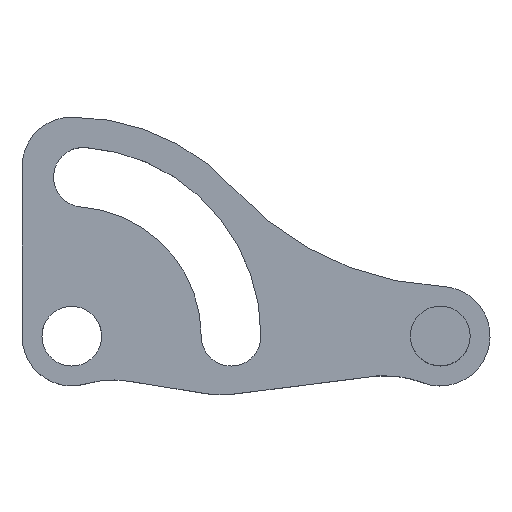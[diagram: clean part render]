
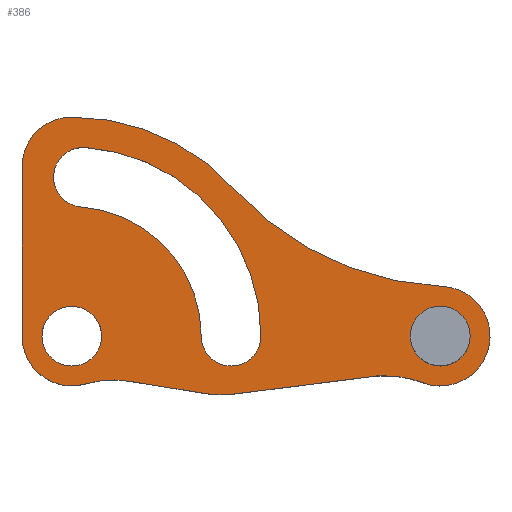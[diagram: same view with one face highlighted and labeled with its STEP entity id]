
A CAD part, top view. The second image highlights one B-rep face of the part: STEP entity #386.
In plain terms, the highlighted planar face has unit normal (0, 0, 1).
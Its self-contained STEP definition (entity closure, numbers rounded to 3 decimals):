
#17=FACE_BOUND('',#71,.T.);
#18=FACE_BOUND('',#72,.T.);
#19=FACE_BOUND('',#73,.T.);
#26=PLANE('',#449);
#47=FACE_OUTER_BOUND('',#70,.T.);
#70=EDGE_LOOP('',(#334,#335,#336,#337,#338,#339,#340,#341,#342,#343,#344,
#345));
#71=EDGE_LOOP('',(#346,#347,#348,#349));
#72=EDGE_LOOP('',(#350));
#73=EDGE_LOOP('',(#351));
#81=LINE('',#606,#107);
#87=LINE('',#640,#113);
#93=LINE('',#655,#119);
#95=LINE('',#659,#121);
#107=VECTOR('',#479,10.);
#113=VECTOR('',#513,10.);
#119=VECTOR('',#529,10.);
#121=VECTOR('',#533,10.);
#127=CIRCLE('',#403,30.);
#128=CIRCLE('',#405,5.);
#130=CIRCLE('',#408,5.);
#142=CIRCLE('',#423,10.);
#143=CIRCLE('',#426,10.);
#144=CIRCLE('',#428,3.);
#145=CIRCLE('',#432,22.);
#146=CIRCLE('',#434,19.);
#147=CIRCLE('',#436,3.);
#148=CIRCLE('',#438,13.);
#149=CIRCLE('',#440,5.);
#150=CIRCLE('',#442,10.);
#152=CIRCLE('',#445,3.);
#153=CIRCLE('',#448,3.);
#156=VERTEX_POINT('',#581);
#157=VERTEX_POINT('',#583);
#158=VERTEX_POINT('',#587);
#160=VERTEX_POINT('',#593);
#161=VERTEX_POINT('',#594);
#165=VERTEX_POINT('',#604);
#177=VERTEX_POINT('',#633);
#178=VERTEX_POINT('',#634);
#179=VERTEX_POINT('',#639);
#180=VERTEX_POINT('',#643);
#181=VERTEX_POINT('',#647);
#182=VERTEX_POINT('',#648);
#183=VERTEX_POINT('',#653);
#184=VERTEX_POINT('',#657);
#185=VERTEX_POINT('',#663);
#186=VERTEX_POINT('',#667);
#188=VERTEX_POINT('',#679);
#189=VERTEX_POINT('',#684);
#192=EDGE_CURVE('',#156,#157,#127,.T.);
#194=EDGE_CURVE('',#158,#157,#128,.T.);
#197=EDGE_CURVE('',#160,#161,#130,.T.);
#203=EDGE_CURVE('',#160,#165,#81,.T.);
#217=EDGE_CURVE('',#177,#178,#142,.T.);
#220=EDGE_CURVE('',#179,#178,#87,.T.);
#222=EDGE_CURVE('',#179,#180,#143,.T.);
#224=EDGE_CURVE('',#181,#182,#144,.T.);
#228=EDGE_CURVE('',#177,#183,#93,.T.);
#230=EDGE_CURVE('',#183,#184,#95,.T.);
#231=EDGE_CURVE('',#156,#161,#145,.T.);
#232=EDGE_CURVE('',#185,#181,#146,.T.);
#234=EDGE_CURVE('',#186,#185,#147,.T.);
#236=EDGE_CURVE('',#182,#186,#148,.T.);
#237=EDGE_CURVE('',#165,#180,#149,.T.);
#238=EDGE_CURVE('',#158,#184,#150,.T.);
#241=EDGE_CURVE('',#188,#188,#152,.T.);
#242=EDGE_CURVE('',#189,#189,#153,.T.);
#334=ORIENTED_EDGE('',*,*,#197,.F.);
#335=ORIENTED_EDGE('',*,*,#203,.T.);
#336=ORIENTED_EDGE('',*,*,#237,.T.);
#337=ORIENTED_EDGE('',*,*,#222,.F.);
#338=ORIENTED_EDGE('',*,*,#220,.T.);
#339=ORIENTED_EDGE('',*,*,#217,.F.);
#340=ORIENTED_EDGE('',*,*,#228,.T.);
#341=ORIENTED_EDGE('',*,*,#230,.T.);
#342=ORIENTED_EDGE('',*,*,#238,.F.);
#343=ORIENTED_EDGE('',*,*,#194,.T.);
#344=ORIENTED_EDGE('',*,*,#192,.F.);
#345=ORIENTED_EDGE('',*,*,#231,.T.);
#346=ORIENTED_EDGE('',*,*,#236,.T.);
#347=ORIENTED_EDGE('',*,*,#234,.T.);
#348=ORIENTED_EDGE('',*,*,#232,.T.);
#349=ORIENTED_EDGE('',*,*,#224,.T.);
#350=ORIENTED_EDGE('',*,*,#241,.T.);
#351=ORIENTED_EDGE('',*,*,#242,.T.);
#386=ADVANCED_FACE('',(#47,#17,#18,#19),#26,.T.);
#403=AXIS2_PLACEMENT_3D('',#584,#457,#458);
#405=AXIS2_PLACEMENT_3D('',#588,#462,#463);
#408=AXIS2_PLACEMENT_3D('',#595,#469,#470);
#423=AXIS2_PLACEMENT_3D('',#635,#507,#508);
#426=AXIS2_PLACEMENT_3D('',#644,#517,#518);
#428=AXIS2_PLACEMENT_3D('',#649,#522,#523);
#432=AXIS2_PLACEMENT_3D('',#661,#536,#537);
#434=AXIS2_PLACEMENT_3D('',#664,#540,#541);
#436=AXIS2_PLACEMENT_3D('',#668,#545,#546);
#438=AXIS2_PLACEMENT_3D('',#671,#550,#551);
#440=AXIS2_PLACEMENT_3D('',#673,#554,#555);
#442=AXIS2_PLACEMENT_3D('',#675,#558,#559);
#445=AXIS2_PLACEMENT_3D('',#681,#565,#566);
#448=AXIS2_PLACEMENT_3D('',#685,#571,#572);
#449=AXIS2_PLACEMENT_3D('',#687,#574,#575);
#457=DIRECTION('center_axis',(0.,0.,1.));
#458=DIRECTION('ref_axis',(0.042,0.999,0.));
#462=DIRECTION('center_axis',(0.,0.,1.));
#463=DIRECTION('ref_axis',(1.,0.,0.));
#469=DIRECTION('center_axis',(0.,0.,-1.));
#470=DIRECTION('ref_axis',(-0.707,0.707,0.));
#479=DIRECTION('',(0.,-1.,0.));
#507=DIRECTION('center_axis',(0.,0.,-1.));
#508=DIRECTION('ref_axis',(-0.018,-1.,0.));
#513=DIRECTION('',(0.987,-0.16,0.));
#517=DIRECTION('center_axis',(0.,0.,1.));
#518=DIRECTION('ref_axis',(-0.16,-0.987,0.));
#522=DIRECTION('center_axis',(0.,0.,-1.));
#523=DIRECTION('ref_axis',(1.,0.,0.));
#529=DIRECTION('',(0.992,0.126,0.));
#533=DIRECTION('',(1.,0.,0.));
#536=DIRECTION('center_axis',(0.,0.,1.));
#537=DIRECTION('ref_axis',(-0.227,0.974,0.));
#540=DIRECTION('center_axis',(0.,0.,-1.));
#541=DIRECTION('ref_axis',(0.073,0.997,0.));
#545=DIRECTION('center_axis',(0.,0.,-1.));
#546=DIRECTION('ref_axis',(-0.073,-0.997,0.));
#550=DIRECTION('center_axis',(0.,0.,1.));
#551=DIRECTION('ref_axis',(0.073,0.997,0.));
#554=DIRECTION('center_axis',(0.,0.,1.));
#555=DIRECTION('ref_axis',(1.,0.,0.));
#558=DIRECTION('center_axis',(0.,0.,1.));
#559=DIRECTION('ref_axis',(0.183,0.983,0.));
#565=DIRECTION('center_axis',(0.,0.,-1.));
#566=DIRECTION('ref_axis',(1.,0.,0.));
#571=DIRECTION('center_axis',(0.,0.,-1.));
#572=DIRECTION('ref_axis',(1.,0.,0.));
#574=DIRECTION('center_axis',(0.,0.,1.));
#575=DIRECTION('ref_axis',(1.,0.,0.));
#581=CARTESIAN_POINT('',(-2.217,14.794,-13.5));
#583=CARTESIAN_POINT('',(18.712,4.995,-13.5));
#584=CARTESIAN_POINT('Origin',(19.986,34.968,-13.5));
#587=CARTESIAN_POINT('',(16.705,-4.667,-13.5));
#588=CARTESIAN_POINT('Origin',(18.5,0.,-13.5));
#593=CARTESIAN_POINT('',(-23.5,17.,-13.5));
#594=CARTESIAN_POINT('',(-18.5,22.,-13.5));
#595=CARTESIAN_POINT('Origin',(-18.5,17.,-13.5));
#604=CARTESIAN_POINT('',(-23.5,0.,-13.5));
#606=CARTESIAN_POINT('',(-23.5,0.,-13.5));
#633=CARTESIAN_POINT('',(-2.233,-5.818,-13.5));
#634=CARTESIAN_POINT('',(-5.094,-5.768,-13.5));
#635=CARTESIAN_POINT('Origin',(-3.49,4.102,-13.5));
#639=CARTESIAN_POINT('',(-12.703,-4.532,-13.5));
#640=CARTESIAN_POINT('',(-14.941,-4.168,-13.5));
#643=CARTESIAN_POINT('',(-17.102,-4.801,-13.5));
#644=CARTESIAN_POINT('Origin',(-14.307,-14.402,-13.5));
#647=CARTESIAN_POINT('',(0.5,0.,-13.5));
#648=CARTESIAN_POINT('',(-5.5,0.,-13.5));
#649=CARTESIAN_POINT('Origin',(-2.5,0.,-13.5));
#653=CARTESIAN_POINT('',(12.118,-4.,-13.5));
#655=CARTESIAN_POINT('',(-3.668,-6.,-13.5));
#657=CARTESIAN_POINT('',(13.115,-4.,-13.5));
#659=CARTESIAN_POINT('',(-15.5,-4.,-13.5));
#661=CARTESIAN_POINT('Origin',(-18.5,0.,-13.5));
#663=CARTESIAN_POINT('',(-17.12,18.95,-13.5));
#664=CARTESIAN_POINT('Origin',(-18.5,0.,-13.5));
#667=CARTESIAN_POINT('',(-17.556,12.966,-13.5));
#668=CARTESIAN_POINT('Origin',(-17.338,15.958,-13.5));
#671=CARTESIAN_POINT('Origin',(-18.5,0.,-13.5));
#673=CARTESIAN_POINT('Origin',(-18.5,0.,-13.5));
#675=CARTESIAN_POINT('Origin',(13.115,-14.,-13.5));
#679=CARTESIAN_POINT('',(15.5,0.,-13.5));
#681=CARTESIAN_POINT('Origin',(18.5,0.,-13.5));
#684=CARTESIAN_POINT('',(-21.5,0.,-13.5));
#685=CARTESIAN_POINT('Origin',(-18.5,0.,-13.5));
#687=CARTESIAN_POINT('Origin',(0.,0.,-13.5));
